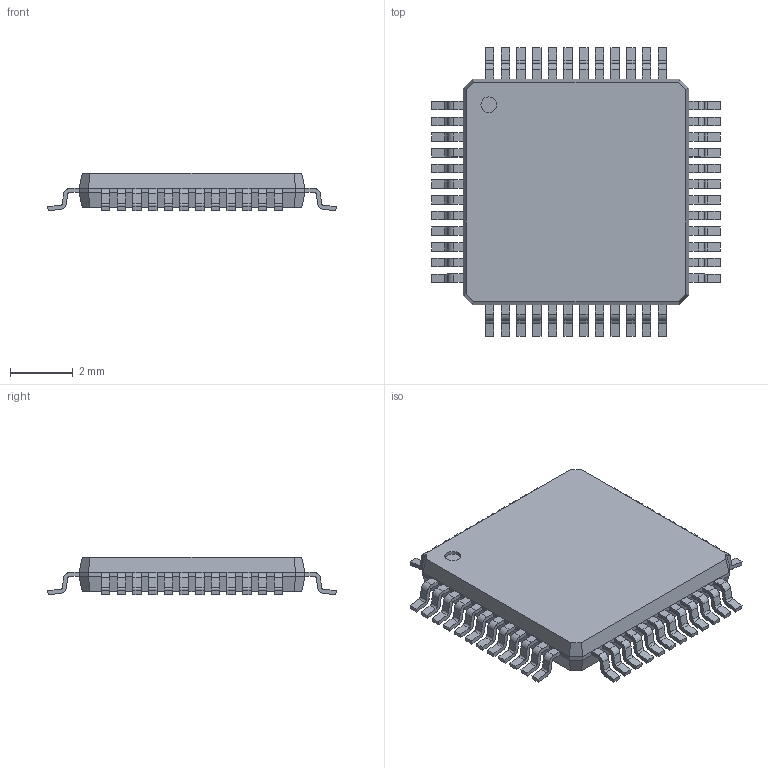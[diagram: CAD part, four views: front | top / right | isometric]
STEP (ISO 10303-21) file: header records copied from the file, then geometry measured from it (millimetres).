
FILE_DESCRIPTION((''),'2;1');
FILE_NAME('QFP50P900X900X120-48N.stp','2012-01-19T14:25:05',(''),(''),'Mechanical Desktop 2011','Mechanical Desktop 2011',', , ');
FILE_SCHEMA(('AUTOMOTIVE_DESIGN { 1 2 10303 214 1 1 1 1 }'));
Length unit declared in the file: millimetre
Products named in the file (1): Product
Bounding box: 9.2 x 9.2 x 1.2 mm (x, y, z)
Volume: 57.8 mm3; surface area: 185.3 mm2
Topology: 49 solids, 49 shells, 701 faces, 1790 edges, 1188 vertices
Faces by surface type: bspline 336, plane 267, cylinder 98
Entity records: 22356 total; most frequent: CARTESIAN_POINT 6032, ORIENTED_EDGE 3580, DIRECTION 2910, EDGE_CURVE 1790, VECTOR 1402, LINE 1402, VERTEX_POINT 1188, AXIS2_PLACEMENT_3D 754
